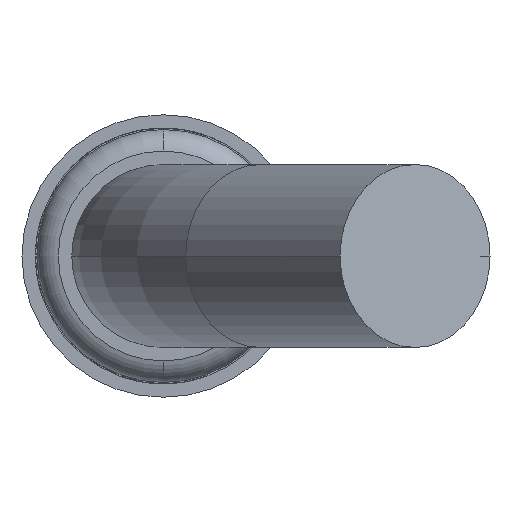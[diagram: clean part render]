
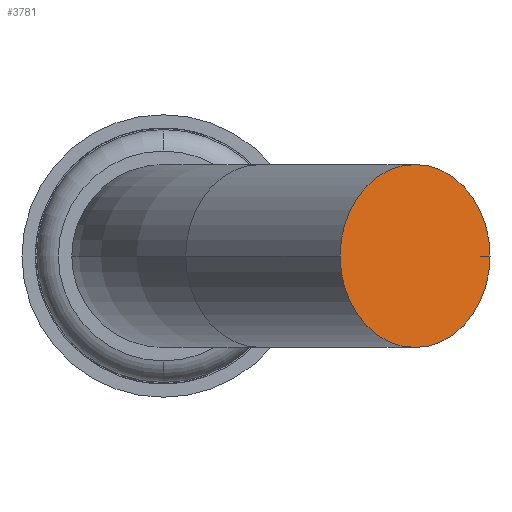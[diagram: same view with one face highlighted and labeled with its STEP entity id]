
A CAD part, front view. The second image highlights one B-rep face of the part: STEP entity #3781.
In plain terms, the highlighted planar face has unit normal (0.574, -0.819, 0).
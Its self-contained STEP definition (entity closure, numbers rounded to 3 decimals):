
#79 = CIRCLE ( 'NONE', #3242, 0.34 ) ;
#252 = VERTEX_POINT ( 'NONE', #1965 ) ;
#492 = EDGE_CURVE ( 'Defeature ausgef�hrt1_0+Defeature ausgef�hrt1_3+Defeature ausgef�hrt1_3+Defeature ausgef�hrt1_3', #252, #2252, #79, .T. ) ;
#564 = DIRECTION ( 'NONE',  ( -0.574, 0.819, 0. ) ) ;
#703 = DIRECTION ( 'NONE',  ( -0.574, 0.819, 0. ) ) ;
#771 = ORIENTED_EDGE ( 'NONE', *, *, #958, .F. ) ;
#958 = EDGE_CURVE ( 'Defeature ausgef�hrt1_0+Defeature ausgef�hrt1_3+Defeature ausgef�hrt1_3+Defeature ausgef�hrt1_3', #2252, #252, #1683, .T. ) ;
#1541 = AXIS2_PLACEMENT_3D ( 'NONE', #1735, #3280, #3636 ) ;
#1683 = CIRCLE ( 'NONE', #1541, 0.34 ) ;
#1735 = CARTESIAN_POINT ( 'NONE',  ( 0.936, -18.967, 0. ) ) ;
#1799 = CARTESIAN_POINT ( 'NONE',  ( 0.936, -18.967, 0. ) ) ;
#1895 = CARTESIAN_POINT ( 'NONE',  ( 0.657, -19.162, 0. ) ) ;
#1965 = CARTESIAN_POINT ( 'NONE',  ( 1.214, -18.771, 0. ) ) ;
#2201 = EDGE_LOOP ( 'NONE', ( #2599, #771 ) ) ;
#2252 = VERTEX_POINT ( 'NONE', #1895 ) ;
#2599 = ORIENTED_EDGE ( 'NONE', *, *, #492, .F. ) ;
#2623 = CARTESIAN_POINT ( 'NONE',  ( 0.936, -18.967, 0. ) ) ;
#2744 = DIRECTION ( 'NONE',  ( 0., 0., 1. ) ) ;
#2760 = FACE_OUTER_BOUND ( 'NONE', #2201, .T. ) ;
#2883 = DIRECTION ( 'NONE',  ( 0., 0., 1. ) ) ;
#2925 = PLANE ( 'NONE',  #3735 ) ;
#3242 = AXIS2_PLACEMENT_3D ( 'NONE', #1799, #564, #2744 ) ;
#3280 = DIRECTION ( 'NONE',  ( -0.574, 0.819, 0. ) ) ;
#3636 = DIRECTION ( 'NONE',  ( 0., 0., 1. ) ) ;
#3735 = AXIS2_PLACEMENT_3D ( 'NONE', #2623, #703, #2883 ) ;
#3781 = ADVANCED_FACE ( 'Defeature ausgef�hrt1_3', ( #2760 ), #2925, .F. ) ;
